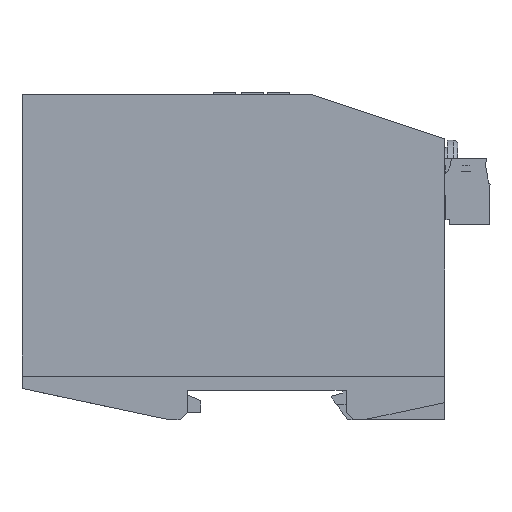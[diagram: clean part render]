
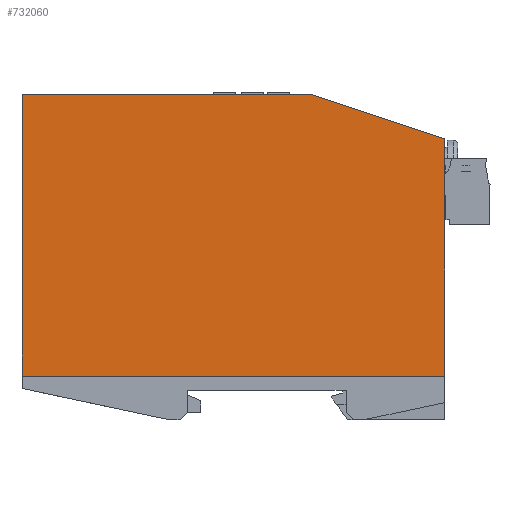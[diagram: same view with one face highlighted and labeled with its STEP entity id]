
A CAD part, left-side view. The second image highlights one B-rep face of the part: STEP entity #732060.
In plain terms, the highlighted face is planar.
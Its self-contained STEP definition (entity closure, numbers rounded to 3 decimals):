
#82990=CARTESIAN_POINT('',(-32.436,58.348,
-61.35));
#83000=DIRECTION('',(0.,0.,-1.));
#83010=DIRECTION('',(-1.,0.,0.));
#83020=AXIS2_PLACEMENT_3D('',#82990,#83000,#83010);
#83030=PLANE('',#83020);
#83100=CARTESIAN_POINT('',(-40.,9.7,
-61.35));
#83110=VERTEX_POINT('',#83100);
#83900=CARTESIAN_POINT('',(55.,9.7,
-61.35));
#83910=VERTEX_POINT('',#83900);
#83940=CARTESIAN_POINT('',(1.5,9.7,-61.35));
#83950=DIRECTION('',(-1.,0.,0.));
#83960=VECTOR('',#83950,1.);
#83970=LINE('',#83940,#83960);
#83980=EDGE_CURVE('',#83910,#83110,#83970,.T.);
#356930=CARTESIAN_POINT('',(55.,73.,
-61.35));
#356940=VERTEX_POINT('',#356930);
#356970=CARTESIAN_POINT('',(55.,0.,-61.35));
#356980=DIRECTION('',(0.,1.,0.));
#356990=VECTOR('',#356980,1.);
#357000=LINE('',#356970,#356990);
#357010=EDGE_CURVE('',#83910,#356940,#357000,.T.);
#731800=ORIENTED_EDGE('',*,*,#83980,.T.);
#731810=ORIENTED_EDGE('',*,*,#357010,.F.);
#731820=CARTESIAN_POINT('',(1.5,73.,-61.35));
#731830=DIRECTION('',(1.,0.,0.));
#731840=VECTOR('',#731830,1.);
#731850=LINE('',#731820,#731840);
#731860=CARTESIAN_POINT('',(-10.,73.,
-61.35));
#731870=VERTEX_POINT('',#731860);
#731880=EDGE_CURVE('',#731870,#356940,#731850,.T.);
#731890=ORIENTED_EDGE('',*,*,#731880,.T.);
#731900=CARTESIAN_POINT('',(1.5,76.833,-61.35));
#731910=DIRECTION('',(-0.949,-0.316,
0.));
#731920=VECTOR('',#731910,1.);
#731930=LINE('',#731900,#731920);
#731940=CARTESIAN_POINT('',(-40.,63.,
-61.35));
#731950=VERTEX_POINT('',#731940);
#731960=EDGE_CURVE('',#731870,#731950,#731930,.T.);
#731970=ORIENTED_EDGE('',*,*,#731960,.F.);
#731980=CARTESIAN_POINT('',(-40.,0.,-61.35));
#731990=DIRECTION('',(0.,1.,0.));
#732000=VECTOR('',#731990,1.);
#732010=LINE('',#731980,#732000);
#732020=EDGE_CURVE('',#83110,#731950,#732010,.T.);
#732030=ORIENTED_EDGE('',*,*,#732020,.T.);
#732040=EDGE_LOOP('',(#732030,#731970,#731890,#731810,#731800));
#732050=FACE_OUTER_BOUND('',#732040,.T.);
#732060=ADVANCED_FACE('',(#732050),#83030,.T.);
